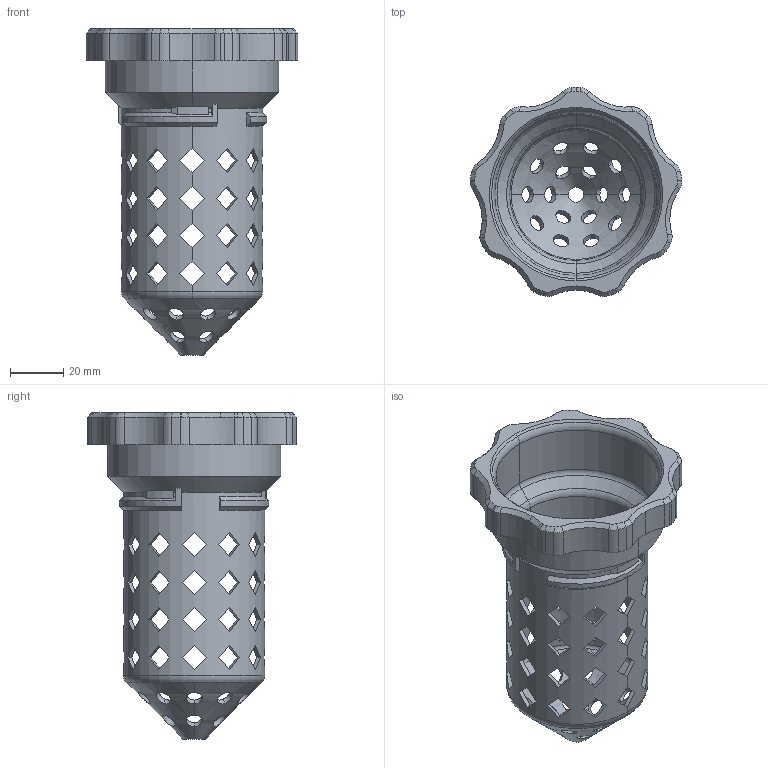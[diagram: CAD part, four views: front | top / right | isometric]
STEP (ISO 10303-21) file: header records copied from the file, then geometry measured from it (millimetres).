
FILE_DESCRIPTION (( 'STEP AP203' ), '1' );
FILE_NAME ('Standard_Pot_02.STEP', '2020-11-29T12:46:51', ( '' ), ( '' ), '', '', '' );
FILE_SCHEMA (( 'CONFIG_CONTROL_DESIGN' ));
Length unit declared in the file: millimetre
Products named in the file (1): Standard_Pot_02
Bounding box: 79.38 x 78.36 x 122.27 mm (x, y, z)
Volume: 39868.2 mm3; surface area: 45463.9 mm2
Topology: 1 solids, 1 shells, 463 faces, 1303 edges, 818 vertices
Faces by surface type: plane 218, cylinder 131, cone 60, torus 54
Entity records: 17189 total; most frequent: CARTESIAN_POINT 5935, ORIENTED_EDGE 2606, DIRECTION 2160, EDGE_CURVE 1303, AXIS2_PLACEMENT_3D 857, VERTEX_POINT 818, EDGE_LOOP 569, FACE_OUTER_BOUND 463
